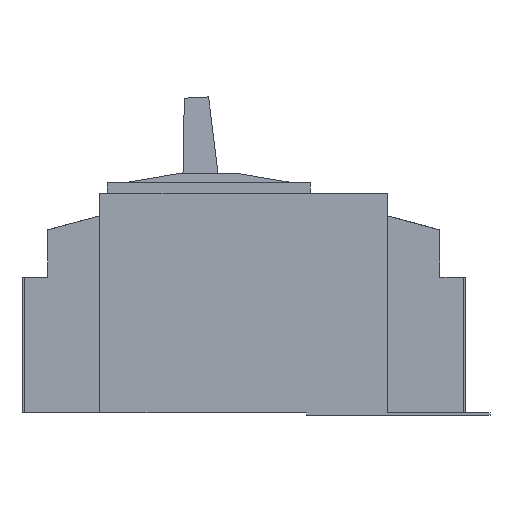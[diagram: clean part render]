
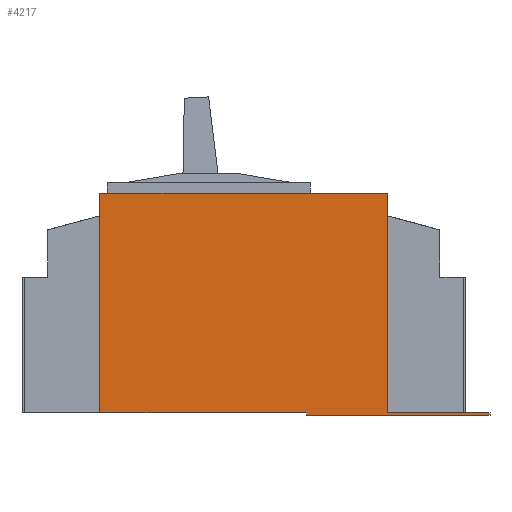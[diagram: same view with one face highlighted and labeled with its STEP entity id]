
A CAD part, left-side view. The second image highlights one B-rep face of the part: STEP entity #4217.
In plain terms, the highlighted planar face has unit normal (-1, 0, 0).
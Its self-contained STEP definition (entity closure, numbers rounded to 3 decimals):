
#83=PLANE('',#4481);
#287=LINE('',#5879,#841);
#288=LINE('',#5882,#842);
#289=LINE('',#5884,#843);
#290=LINE('',#5886,#844);
#291=LINE('',#5888,#845);
#292=LINE('',#5890,#846);
#293=LINE('',#5892,#847);
#294=LINE('',#5894,#848);
#841=VECTOR('',#4771,1000.);
#842=VECTOR('',#4772,1000.);
#843=VECTOR('',#4773,1000.);
#844=VECTOR('',#4774,1000.);
#845=VECTOR('',#4775,1000.);
#846=VECTOR('',#4776,1000.);
#847=VECTOR('',#4777,1000.);
#848=VECTOR('',#4778,1000.);
#1399=ORIENTED_EDGE('',*,*,#2611,.T.);
#1400=ORIENTED_EDGE('',*,*,#2612,.F.);
#1401=ORIENTED_EDGE('',*,*,#2613,.T.);
#1402=ORIENTED_EDGE('',*,*,#2614,.T.);
#1403=ORIENTED_EDGE('',*,*,#2615,.F.);
#1404=ORIENTED_EDGE('',*,*,#2616,.F.);
#1405=ORIENTED_EDGE('',*,*,#2617,.F.);
#1406=ORIENTED_EDGE('',*,*,#2618,.T.);
#2611=EDGE_CURVE('',#3217,#3218,#287,.T.);
#2612=EDGE_CURVE('',#3219,#3218,#288,.T.);
#2613=EDGE_CURVE('',#3219,#3220,#289,.T.);
#2614=EDGE_CURVE('',#3220,#3221,#290,.T.);
#2615=EDGE_CURVE('',#3222,#3221,#291,.T.);
#2616=EDGE_CURVE('',#3223,#3222,#292,.T.);
#2617=EDGE_CURVE('',#3224,#3223,#293,.T.);
#2618=EDGE_CURVE('',#3224,#3217,#294,.T.);
#3217=VERTEX_POINT('',#5880);
#3218=VERTEX_POINT('',#5881);
#3219=VERTEX_POINT('',#5883);
#3220=VERTEX_POINT('',#5885);
#3221=VERTEX_POINT('',#5887);
#3222=VERTEX_POINT('',#5889);
#3223=VERTEX_POINT('',#5891);
#3224=VERTEX_POINT('',#5893);
#3634=EDGE_LOOP('',(#1399,#1400,#1401,#1402,#1403,#1404,#1405,#1406));
#3914=FACE_BOUND('',#3634,.T.);
#4217=ADVANCED_FACE('',(#3914),#83,.F.);
#4481=AXIS2_PLACEMENT_3D('',#5878,#4769,#4770);
#4769=DIRECTION('',(1.,0.,0.));
#4770=DIRECTION('',(0.,0.,-1.));
#4771=DIRECTION('',(0.,-1.,0.));
#4772=DIRECTION('',(0.,0.,1.));
#4773=DIRECTION('',(0.,-1.,0.));
#4774=DIRECTION('',(0.,0.,1.));
#4775=DIRECTION('',(0.,-1.,0.));
#4776=DIRECTION('',(0.,0.,-1.));
#4777=DIRECTION('',(0.,-1.,0.));
#4778=DIRECTION('',(0.,0.,-1.));
#5878=CARTESIAN_POINT('',(0.,67.5,103.));
#5879=CARTESIAN_POINT('',(0.,67.5,0.));
#5880=CARTESIAN_POINT('',(0.,67.5,0.));
#5881=CARTESIAN_POINT('',(0.,-29.5,0.));
#5882=CARTESIAN_POINT('',(0.,-29.5,-1.));
#5883=CARTESIAN_POINT('',(0.,-29.5,-1.));
#5884=CARTESIAN_POINT('',(0.,-29.5,-1.));
#5885=CARTESIAN_POINT('',(0.,-115.5,-1.));
#5886=CARTESIAN_POINT('',(0.,-115.5,-1.));
#5887=CARTESIAN_POINT('',(0.,-115.5,0.));
#5888=CARTESIAN_POINT('',(0.,-29.5,0.));
#5889=CARTESIAN_POINT('',(0.,-67.5,0.));
#5890=CARTESIAN_POINT('',(0.,-67.5,103.));
#5891=CARTESIAN_POINT('',(0.,-67.5,103.));
#5892=CARTESIAN_POINT('',(0.,67.5,103.));
#5893=CARTESIAN_POINT('',(0.,67.5,103.));
#5894=CARTESIAN_POINT('',(0.,67.5,103.));
